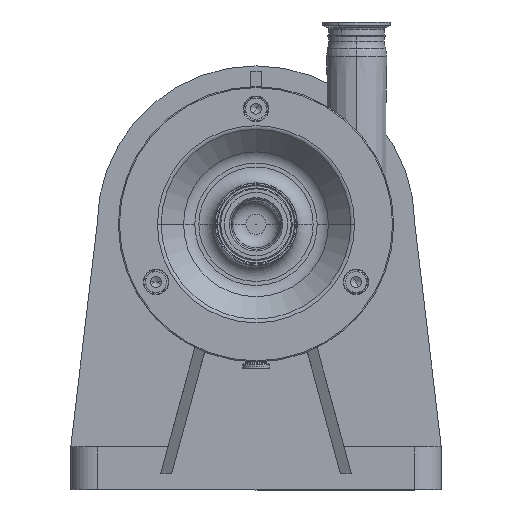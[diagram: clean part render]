
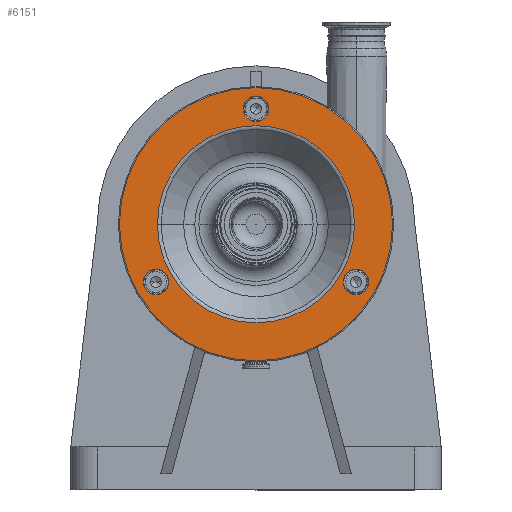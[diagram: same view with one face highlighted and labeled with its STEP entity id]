
A CAD part, top view. The second image highlights one B-rep face of the part: STEP entity #6151.
In plain terms, the highlighted planar face has unit normal (0, 0, 1).
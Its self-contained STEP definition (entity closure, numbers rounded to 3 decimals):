
#140 = CARTESIAN_POINT ( 'NONE',  ( 12., 359., 93.5 ) ) ;
#193 = FACE_BOUND ( 'NONE', #3768, .T. ) ;
#412 = VERTEX_POINT ( 'NONE', #7832 ) ;
#482 = CARTESIAN_POINT ( 'NONE',  ( 0., 379., 93.5 ) ) ;
#592 = AXIS2_PLACEMENT_3D ( 'NONE', #14756, #7495, #13328 ) ;
#675 = CARTESIAN_POINT ( 'NONE',  ( -94.397, 195.5, 93.5 ) ) ;
#678 = CIRCLE ( 'NONE', #2524, 12. ) ;
#693 = AXIS2_PLACEMENT_3D ( 'NONE', #15320, #2071, #13798 ) ;
#829 = ORIENTED_EDGE ( 'NONE', *, *, #4595, .T. ) ;
#1688 = CIRCLE ( 'NONE', #4421, 12. ) ;
#2071 = DIRECTION ( 'NONE',  ( 0., 0., -1. ) ) ;
#2146 = ORIENTED_EDGE ( 'NONE', *, *, #7819, .T. ) ;
#2195 = EDGE_CURVE ( 'NONE', #412, #13945, #2679, .T. ) ;
#2419 = CARTESIAN_POINT ( 'NONE',  ( -129., 250., 93.5 ) ) ;
#2523 = VERTEX_POINT ( 'NONE', #17389 ) ;
#2524 = AXIS2_PLACEMENT_3D ( 'NONE', #17324, #14383, #8547 ) ;
#2528 = AXIS2_PLACEMENT_3D ( 'NONE', #5782, #17320, #5689 ) ;
#2679 = CIRCLE ( 'NONE', #13354, 12. ) ;
#2682 = EDGE_LOOP ( 'NONE', ( #3323, #5377 ) ) ;
#3091 = ORIENTED_EDGE ( 'NONE', *, *, #16053, .F. ) ;
#3131 = CIRCLE ( 'NONE', #693, 93.071 ) ;
#3323 = ORIENTED_EDGE ( 'NONE', *, *, #18767, .T. ) ;
#3466 = VERTEX_POINT ( 'NONE', #2419 ) ;
#3480 = CIRCLE ( 'NONE', #4081, 12. ) ;
#3768 = EDGE_LOOP ( 'NONE', ( #7600, #7791 ) ) ;
#4081 = AXIS2_PLACEMENT_3D ( 'NONE', #17591, #10636, #11875 ) ;
#4421 = AXIS2_PLACEMENT_3D ( 'NONE', #675, #13581, #16606 ) ;
#4595 = EDGE_CURVE ( 'NONE', #5058, #6153, #1688, .T. ) ;
#5003 = VERTEX_POINT ( 'NONE', #140 ) ;
#5058 = VERTEX_POINT ( 'NONE', #10209 ) ;
#5286 = EDGE_LOOP ( 'NONE', ( #3091, #5886 ) ) ;
#5377 = ORIENTED_EDGE ( 'NONE', *, *, #8636, .T. ) ;
#5444 = CARTESIAN_POINT ( 'NONE',  ( -12., 359., 93.5 ) ) ;
#5481 = CARTESIAN_POINT ( 'NONE',  ( 0., 250., 93.5 ) ) ;
#5638 = ORIENTED_EDGE ( 'NONE', *, *, #16484, .T. ) ;
#5689 = DIRECTION ( 'NONE',  ( -1., 0., 0. ) ) ;
#5782 = CARTESIAN_POINT ( 'NONE',  ( 0., 250., 93.5 ) ) ;
#5836 = CARTESIAN_POINT ( 'NONE',  ( 94.397, 195.5, 93.5 ) ) ;
#5868 = CIRCLE ( 'NONE', #2528, 129. ) ;
#5886 = ORIENTED_EDGE ( 'NONE', *, *, #12359, .F. ) ;
#5917 = DIRECTION ( 'NONE',  ( -1., 0., 0. ) ) ;
#6009 = FACE_OUTER_BOUND ( 'NONE', #5286, .T. ) ;
#6110 = FACE_BOUND ( 'NONE', #12089, .T. ) ;
#6113 = CARTESIAN_POINT ( 'NONE',  ( 129., 250., 93.5 ) ) ;
#6151 = ADVANCED_FACE ( 'NONE', ( #193, #6110, #15082, #6009, #8970 ), #16122, .F. ) ;
#6153 = VERTEX_POINT ( 'NONE', #9157 ) ;
#6304 = DIRECTION ( 'NONE',  ( 0., 0., -1. ) ) ;
#6736 = DIRECTION ( 'NONE',  ( 0., 0., -1. ) ) ;
#7088 = VERTEX_POINT ( 'NONE', #6113 ) ;
#7274 = VERTEX_POINT ( 'NONE', #9341 ) ;
#7495 = DIRECTION ( 'NONE',  ( 0., 0., -1. ) ) ;
#7600 = ORIENTED_EDGE ( 'NONE', *, *, #2195, .T. ) ;
#7791 = ORIENTED_EDGE ( 'NONE', *, *, #10848, .T. ) ;
#7819 = EDGE_CURVE ( 'NONE', #6153, #5058, #3480, .T. ) ;
#7832 = CARTESIAN_POINT ( 'NONE',  ( 106.397, 195.5, 93.5 ) ) ;
#8333 = DIRECTION ( 'NONE',  ( 0., 0., -1. ) ) ;
#8547 = DIRECTION ( 'NONE',  ( -1., 0., 0. ) ) ;
#8636 = EDGE_CURVE ( 'NONE', #11999, #5003, #678, .T. ) ;
#8813 = EDGE_CURVE ( 'NONE', #2523, #7274, #3131, .T. ) ;
#8970 = FACE_BOUND ( 'NONE', #11802, .T. ) ;
#9157 = CARTESIAN_POINT ( 'NONE',  ( -82.397, 195.5, 93.5 ) ) ;
#9341 = CARTESIAN_POINT ( 'NONE',  ( -93.071, 250., 93.5 ) ) ;
#9409 = CIRCLE ( 'NONE', #592, 12. ) ;
#10209 = CARTESIAN_POINT ( 'NONE',  ( -106.397, 195.5, 93.5 ) ) ;
#10636 = DIRECTION ( 'NONE',  ( 0., 0., -1. ) ) ;
#10804 = CIRCLE ( 'NONE', #12024, 12. ) ;
#10848 = EDGE_CURVE ( 'NONE', #13945, #412, #10804, .T. ) ;
#11035 = AXIS2_PLACEMENT_3D ( 'NONE', #482, #6304, #5917 ) ;
#11558 = DIRECTION ( 'NONE',  ( 0., 0., -1. ) ) ;
#11802 = EDGE_LOOP ( 'NONE', ( #5638, #14327 ) ) ;
#11875 = DIRECTION ( 'NONE',  ( -1., 0., 0. ) ) ;
#11999 = VERTEX_POINT ( 'NONE', #5444 ) ;
#12024 = AXIS2_PLACEMENT_3D ( 'NONE', #5836, #11558, #13291 ) ;
#12089 = EDGE_LOOP ( 'NONE', ( #2146, #829 ) ) ;
#12359 = EDGE_CURVE ( 'NONE', #7088, #3466, #5868, .T. ) ;
#12816 = CARTESIAN_POINT ( 'NONE',  ( 94.397, 195.5, 93.5 ) ) ;
#13008 = DIRECTION ( 'NONE',  ( 0., 0., -1. ) ) ;
#13291 = DIRECTION ( 'NONE',  ( -1., 0., 0. ) ) ;
#13328 = DIRECTION ( 'NONE',  ( -1., 0., 0. ) ) ;
#13354 = AXIS2_PLACEMENT_3D ( 'NONE', #12816, #8333, #14258 ) ;
#13581 = DIRECTION ( 'NONE',  ( 0., 0., -1. ) ) ;
#13798 = DIRECTION ( 'NONE',  ( -1., 0., 0. ) ) ;
#13945 = VERTEX_POINT ( 'NONE', #18748 ) ;
#14258 = DIRECTION ( 'NONE',  ( -1., 0., 0. ) ) ;
#14327 = ORIENTED_EDGE ( 'NONE', *, *, #8813, .T. ) ;
#14383 = DIRECTION ( 'NONE',  ( 0., 0., -1. ) ) ;
#14756 = CARTESIAN_POINT ( 'NONE',  ( 0., 359., 93.5 ) ) ;
#15082 = FACE_BOUND ( 'NONE', #2682, .T. ) ;
#15320 = CARTESIAN_POINT ( 'NONE',  ( 0., 250., 93.5 ) ) ;
#15729 = CIRCLE ( 'NONE', #17852, 129. ) ;
#16045 = CIRCLE ( 'NONE', #18471, 93.071 ) ;
#16053 = EDGE_CURVE ( 'NONE', #3466, #7088, #15729, .T. ) ;
#16122 = PLANE ( 'NONE',  #11035 ) ;
#16142 = CARTESIAN_POINT ( 'NONE',  ( 0., 250., 93.5 ) ) ;
#16484 = EDGE_CURVE ( 'NONE', #7274, #2523, #16045, .T. ) ;
#16606 = DIRECTION ( 'NONE',  ( -1., 0., 0. ) ) ;
#17116 = DIRECTION ( 'NONE',  ( -1., 0., 0. ) ) ;
#17320 = DIRECTION ( 'NONE',  ( 0., 0., -1. ) ) ;
#17324 = CARTESIAN_POINT ( 'NONE',  ( 0., 359., 93.5 ) ) ;
#17377 = DIRECTION ( 'NONE',  ( -1., 0., 0. ) ) ;
#17389 = CARTESIAN_POINT ( 'NONE',  ( 93.071, 250., 93.5 ) ) ;
#17591 = CARTESIAN_POINT ( 'NONE',  ( -94.397, 195.5, 93.5 ) ) ;
#17852 = AXIS2_PLACEMENT_3D ( 'NONE', #5481, #6736, #17116 ) ;
#18471 = AXIS2_PLACEMENT_3D ( 'NONE', #16142, #13008, #17377 ) ;
#18748 = CARTESIAN_POINT ( 'NONE',  ( 82.397, 195.5, 93.5 ) ) ;
#18767 = EDGE_CURVE ( 'NONE', #5003, #11999, #9409, .T. ) ;
